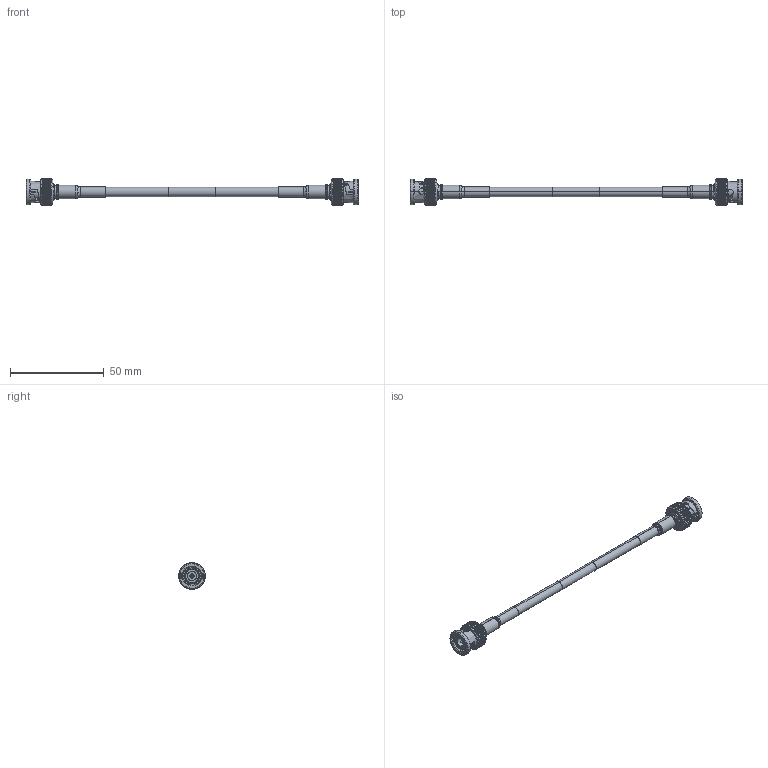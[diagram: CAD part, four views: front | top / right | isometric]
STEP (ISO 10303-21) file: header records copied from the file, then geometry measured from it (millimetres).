
FILE_DESCRIPTION (( 'STEP AP214' ), '1' );
FILE_NAME ('FMCA9856_3D.step', '2023-08-01T16:43:34', ( '' ), ( '' ), 'SwSTEP 2.0', 'SolidWorks 2022', '' );
FILE_SCHEMA (( 'AUTOMOTIVE_DESIGN' ));
Length unit declared in the file: inch
Products named in the file (3): FMCA9856_3D; Copy of RG58C-PROD^FMCA9856; Copy of PE45879^FMCA9856
Assembly tree (3 placements, depth 2):
  FMCA9856_3D
    Copy of RG58C-PROD^FMCA9856
    Copy of PE45879^FMCA9856  x2
Bounding box: 176.76 x 14.3 x 14.3 mm (x, y, z)
Volume: 6449.6 mm3; surface area: 9186.8 mm2
Topology: 5 solids, 5 shells, 874 faces, 1970 edges, 1140 vertices
Faces by surface type: plane 472, bspline 358, cylinder 22, torus 14, cone 8
Entity records: 15527 total; most frequent: CARTESIAN_POINT 8123, ORIENTED_EDGE 1988, EDGE_CURVE 994, DIRECTION 778, B_SPLINE_CURVE_WITH_KNOTS 717, VERTEX_POINT 576, EDGE_LOOP 466, FACE_OUTER_BOUND 442
